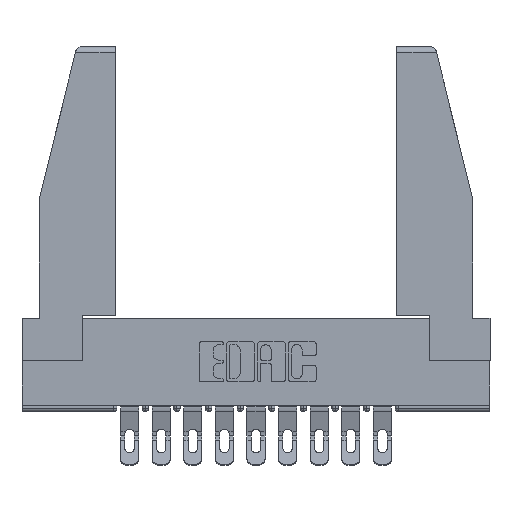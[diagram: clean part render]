
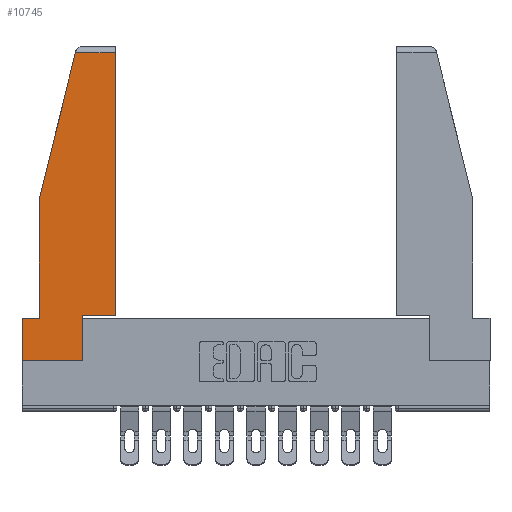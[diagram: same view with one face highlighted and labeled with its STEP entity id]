
A CAD part, top view. The second image highlights one B-rep face of the part: STEP entity #10745.
In plain terms, the highlighted planar face has unit normal (0, 0, 1).
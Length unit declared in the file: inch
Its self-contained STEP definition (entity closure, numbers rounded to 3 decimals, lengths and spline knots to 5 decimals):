
#428 = VECTOR ( 'NONE', #2305, 39.37008 ) ;
#598 = DIRECTION ( 'NONE',  ( 1., 0., 0. ) ) ;
#657 = PLANE ( 'NONE',  #7810 ) ;
#947 = VERTEX_POINT ( 'NONE', #3923 ) ;
#1313 = CARTESIAN_POINT ( 'NONE',  ( 0.461, 0.223, 0. ) ) ;
#1376 = ORIENTED_EDGE ( 'NONE', *, *, #6970, .T. ) ;
#1614 = EDGE_CURVE ( 'NONE', #2048, #5247, #13905, .T. ) ;
#1628 = LINE ( 'NONE', #11131, #14435 ) ;
#2048 = VERTEX_POINT ( 'NONE', #2426 ) ;
#2128 = CARTESIAN_POINT ( 'NONE',  ( 0.461, 0.223, 0. ) ) ;
#2209 = VECTOR ( 'NONE', #12424, 39.37008 ) ;
#2305 = DIRECTION ( 'NONE',  ( -0.239, -0.971, 0. ) ) ;
#2426 = CARTESIAN_POINT ( 'NONE',  ( 0.297, 0.223, 0. ) ) ;
#2623 = VERTEX_POINT ( 'NONE', #14258 ) ;
#2824 = VECTOR ( 'NONE', #6129, 39.37008 ) ;
#3381 = VERTEX_POINT ( 'NONE', #9410 ) ;
#3585 = CARTESIAN_POINT ( 'NONE',  ( 0.086, 0.21, 0. ) ) ;
#3923 = CARTESIAN_POINT ( 'NONE',  ( 0.2636, 1.52, 0. ) ) ;
#4076 = CARTESIAN_POINT ( 'NONE',  ( 0.297, 0.223, 0. ) ) ;
#4230 = CARTESIAN_POINT ( 'NONE',  ( 0.271, 1.55, 0. ) ) ;
#4349 = VECTOR ( 'NONE', #14788, 39.37008 ) ;
#4395 = EDGE_CURVE ( 'NONE', #3381, #2048, #12803, .T. ) ;
#4720 = CARTESIAN_POINT ( 'NONE',  ( 0., 0.21, 0. ) ) ;
#4923 = LINE ( 'NONE', #4230, #428 ) ;
#4984 = EDGE_CURVE ( 'NONE', #5247, #10424, #8669, .T. ) ;
#5247 = VERTEX_POINT ( 'NONE', #1313 ) ;
#5321 = ORIENTED_EDGE ( 'NONE', *, *, #14191, .T. ) ;
#5661 = LINE ( 'NONE', #15239, #2824 ) ;
#5692 = CARTESIAN_POINT ( 'NONE',  ( 0., 1.52, 0. ) ) ;
#5807 = CARTESIAN_POINT ( 'NONE',  ( 0.461, 1.52, 0. ) ) ;
#6129 = DIRECTION ( 'NONE',  ( 1., 0., 0. ) ) ;
#6602 = VECTOR ( 'NONE', #13132, 39.37008 ) ;
#6778 = CARTESIAN_POINT ( 'NONE',  ( 0., 0.21, 0. ) ) ;
#6970 = EDGE_CURVE ( 'NONE', #10424, #947, #8986, .T. ) ;
#7110 = VECTOR ( 'NONE', #7134, 39.37008 ) ;
#7130 = ORIENTED_EDGE ( 'NONE', *, *, #14760, .T. ) ;
#7134 = DIRECTION ( 'NONE',  ( 0., -1., 0. ) ) ;
#7187 = DIRECTION ( 'NONE',  ( 0., 0., 1. ) ) ;
#7810 = AXIS2_PLACEMENT_3D ( 'NONE', #11016, #7187, #598 ) ;
#7918 = DIRECTION ( 'NONE',  ( 0., 1., 0. ) ) ;
#8019 = ORIENTED_EDGE ( 'NONE', *, *, #9850, .T. ) ;
#8669 = LINE ( 'NONE', #2128, #2209 ) ;
#8986 = LINE ( 'NONE', #5692, #4349 ) ;
#9352 = VERTEX_POINT ( 'NONE', #4720 ) ;
#9410 = CARTESIAN_POINT ( 'NONE',  ( 0.297, 0., 0. ) ) ;
#9743 = VECTOR ( 'NONE', #7918, 39.37008 ) ;
#9754 = EDGE_CURVE ( 'NONE', #9352, #2623, #1628, .T. ) ;
#9850 = EDGE_CURVE ( 'NONE', #12632, #10151, #12986, .T. ) ;
#9865 = ORIENTED_EDGE ( 'NONE', *, *, #4395, .T. ) ;
#9902 = FACE_OUTER_BOUND ( 'NONE', #11878, .T. ) ;
#10151 = VERTEX_POINT ( 'NONE', #3585 ) ;
#10424 = VERTEX_POINT ( 'NONE', #5807 ) ;
#10641 = CARTESIAN_POINT ( 'NONE',  ( 0.297, 0., 0. ) ) ;
#10745 = ADVANCED_FACE ( 'NONE', ( #9902 ), #657, .T. ) ;
#10783 = CARTESIAN_POINT ( 'NONE',  ( 0.086, 0.8, 0. ) ) ;
#11016 = CARTESIAN_POINT ( 'NONE',  ( 0., 0., 0. ) ) ;
#11131 = CARTESIAN_POINT ( 'NONE',  ( 0., 0.21, 0. ) ) ;
#11291 = ORIENTED_EDGE ( 'NONE', *, *, #4984, .T. ) ;
#11878 = EDGE_LOOP ( 'NONE', ( #11291, #1376, #14464, #8019, #5321, #13776, #7130, #9865, #12685 ) ) ;
#12030 = DIRECTION ( 'NONE',  ( -1., 0., 0. ) ) ;
#12151 = LINE ( 'NONE', #6778, #15251 ) ;
#12164 = EDGE_CURVE ( 'NONE', #947, #12632, #4923, .T. ) ;
#12424 = DIRECTION ( 'NONE',  ( 0., 1., 0. ) ) ;
#12632 = VERTEX_POINT ( 'NONE', #10783 ) ;
#12685 = ORIENTED_EDGE ( 'NONE', *, *, #1614, .T. ) ;
#12803 = LINE ( 'NONE', #10641, #9743 ) ;
#12986 = LINE ( 'NONE', #14912, #7110 ) ;
#13132 = DIRECTION ( 'NONE',  ( 1., 0., 0. ) ) ;
#13776 = ORIENTED_EDGE ( 'NONE', *, *, #9754, .T. ) ;
#13905 = LINE ( 'NONE', #4076, #6602 ) ;
#14191 = EDGE_CURVE ( 'NONE', #10151, #9352, #12151, .T. ) ;
#14258 = CARTESIAN_POINT ( 'NONE',  ( 0., 0., 0. ) ) ;
#14435 = VECTOR ( 'NONE', #15031, 39.37008 ) ;
#14464 = ORIENTED_EDGE ( 'NONE', *, *, #12164, .T. ) ;
#14760 = EDGE_CURVE ( 'NONE', #2623, #3381, #5661, .T. ) ;
#14788 = DIRECTION ( 'NONE',  ( -1., 0., 0. ) ) ;
#14912 = CARTESIAN_POINT ( 'NONE',  ( 0.086, 0.8, 0. ) ) ;
#15031 = DIRECTION ( 'NONE',  ( 0., -1., 0. ) ) ;
#15239 = CARTESIAN_POINT ( 'NONE',  ( 0., 0., 0. ) ) ;
#15251 = VECTOR ( 'NONE', #12030, 39.37008 ) ;
